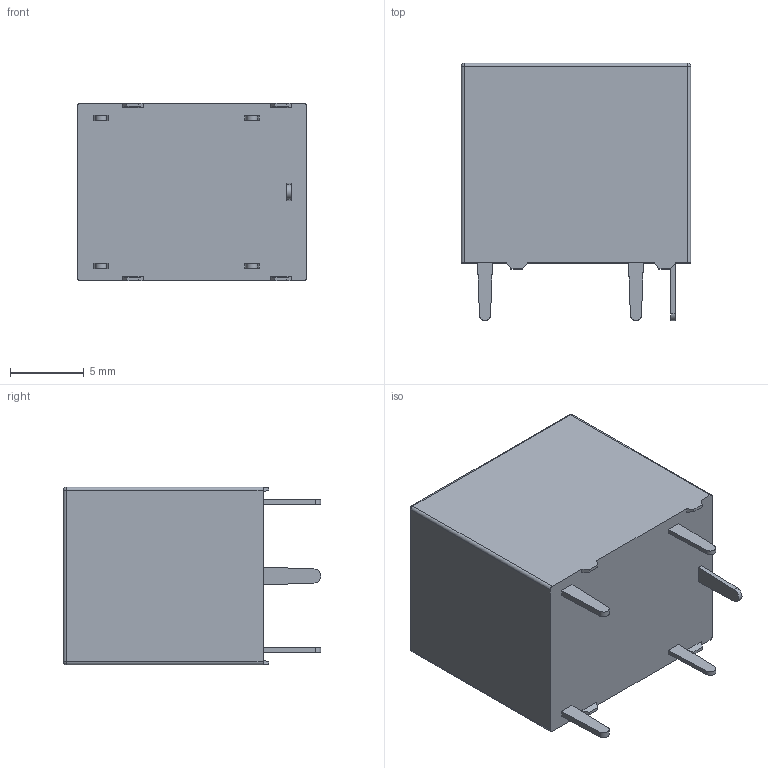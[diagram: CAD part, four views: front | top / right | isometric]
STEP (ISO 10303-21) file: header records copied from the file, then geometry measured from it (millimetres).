
FILE_DESCRIPTION (( 'STEP AP214' ), '1' );
FILE_NAME ('JJM1-12V.STEP', '2020-05-27T20:51:44', ( '' ), ( '' ), 'SwSTEP 2.0', 'SolidWorks 2017', '' );
FILE_SCHEMA (( 'AUTOMOTIVE_DESIGN' ));
Length unit declared in the file: millimetre
Products named in the file (1): JJM1-12V
Bounding box: 15.5 x 17.4 x 12 mm (x, y, z)
Volume: 2514.2 mm3; surface area: 1162.1 mm2
Topology: 6 solids, 6 shells, 89 faces, 204 edges, 126 vertices
Faces by surface type: plane 54, cylinder 23, torus 6, sphere 4, cone 2
Entity records: 2535 total; most frequent: DIRECTION 438, CARTESIAN_POINT 416, ORIENTED_EDGE 400, EDGE_CURVE 200, AXIS2_PLACEMENT_3D 148, LINE 142, VECTOR 142, VERTEX_POINT 126
